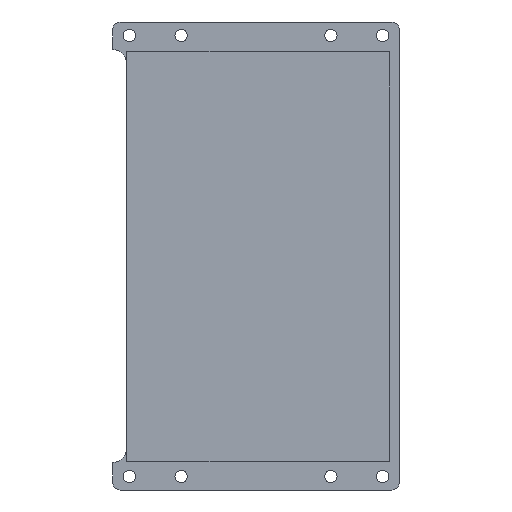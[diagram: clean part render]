
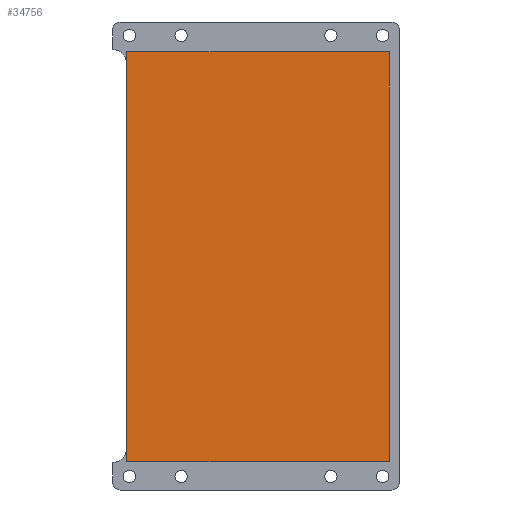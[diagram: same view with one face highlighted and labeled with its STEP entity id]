
A CAD part, front view. The second image highlights one B-rep face of the part: STEP entity #34756.
In plain terms, the highlighted planar face has unit normal (0, -1, 0).
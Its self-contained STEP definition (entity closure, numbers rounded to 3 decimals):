
#161=PLANE('',#37028);
#1677=FACE_OUTER_BOUND('',#3561,.T.);
#3561=EDGE_LOOP('',(#22957,#22958,#22959,#22960));
#5472=LINE('',#49342,#9691);
#5473=LINE('',#49344,#9692);
#5474=LINE('',#49346,#9693);
#5475=LINE('',#49347,#9694);
#9691=VECTOR('',#39811,10.);
#9692=VECTOR('',#39812,10.);
#9693=VECTOR('',#39813,10.);
#9694=VECTOR('',#39814,10.);
#14682=VERTEX_POINT('',#49340);
#14683=VERTEX_POINT('',#49341);
#14684=VERTEX_POINT('',#49343);
#14685=VERTEX_POINT('',#49345);
#17874=EDGE_CURVE('',#14682,#14683,#5472,.T.);
#17875=EDGE_CURVE('',#14683,#14684,#5473,.T.);
#17876=EDGE_CURVE('',#14684,#14685,#5474,.T.);
#17877=EDGE_CURVE('',#14685,#14682,#5475,.T.);
#22957=ORIENTED_EDGE('',*,*,#17874,.T.);
#22958=ORIENTED_EDGE('',*,*,#17875,.T.);
#22959=ORIENTED_EDGE('',*,*,#17876,.T.);
#22960=ORIENTED_EDGE('',*,*,#17877,.T.);
#34756=ADVANCED_FACE('',(#1677),#161,.T.);
#37028=AXIS2_PLACEMENT_3D('',#49339,#39809,#39810);
#39809=DIRECTION('center_axis',(0.,-1.,0.));
#39810=DIRECTION('ref_axis',(0.,0.,-1.));
#39811=DIRECTION('',(-1.,0.,0.));
#39812=DIRECTION('',(0.,0.,-1.));
#39813=DIRECTION('',(1.,0.,0.));
#39814=DIRECTION('',(0.,0.,1.));
#49339=CARTESIAN_POINT('Origin',(-34.2,-0.8,-53.35));
#49340=CARTESIAN_POINT('',(0.,-0.8,0.));
#49341=CARTESIAN_POINT('',(-68.4,-0.8,0.));
#49342=CARTESIAN_POINT('',(0.,-0.8,0.));
#49343=CARTESIAN_POINT('',(-68.4,-0.8,-106.7));
#49344=CARTESIAN_POINT('',(-68.4,-0.8,0.));
#49345=CARTESIAN_POINT('',(0.,-0.8,-106.7));
#49346=CARTESIAN_POINT('',(-68.4,-0.8,-106.7));
#49347=CARTESIAN_POINT('',(0.,-0.8,-106.7));
